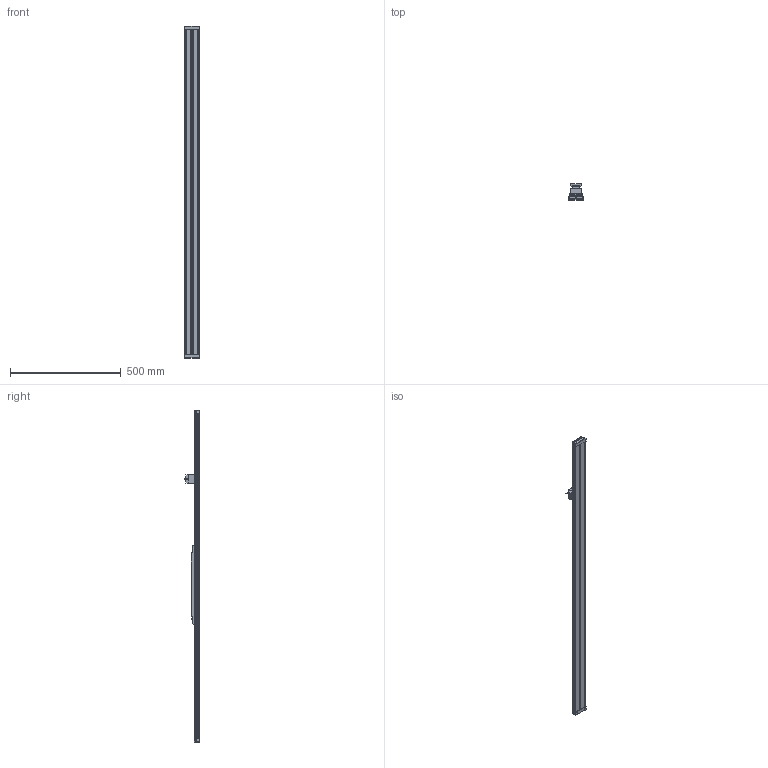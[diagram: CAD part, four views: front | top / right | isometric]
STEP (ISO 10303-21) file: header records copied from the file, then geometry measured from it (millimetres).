
FILE_DESCRIPTION(/* description */ (''),/* implementation_level */ '2;1');
FILE_NAME(/* name */ '10000128975n3p000_00.stp',/* time_stamp */ '2022-02-02T10:29:34+01:00',/* author */ (''),/* organization */ (''),/* preprocessor_version */ 'ST-DEVELOPER v15',/* originating_system */ 'SIEMENS PLM Software NX 9.0',/* authorisation */ '');
FILE_SCHEMA (('AUTOMOTIVE_DESIGN { 1 0 10303 214 3 1 1 1 }'));
Length unit declared in the file: millimetre
Products named in the file (1): 10000128975n3p000_00
Bounding box: 67 x 71.91 x 1500 mm (x, y, z)
Volume: 1359293.9 mm3; surface area: 821971.2 mm2
Topology: 3 solids, 3 shells, 660 faces, 1856 edges, 1179 vertices
Faces by surface type: plane 376, cylinder 204, torus 52, cone 24, sphere 4
Entity records: 21619 total; most frequent: CARTESIAN_POINT 4217, ORIENTED_EDGE 3714, DIRECTION 3641, EDGE_CURVE 1857, LINE 1283, VECTOR 1283, VERTEX_POINT 1181, AXIS2_PLACEMENT_3D 1179
